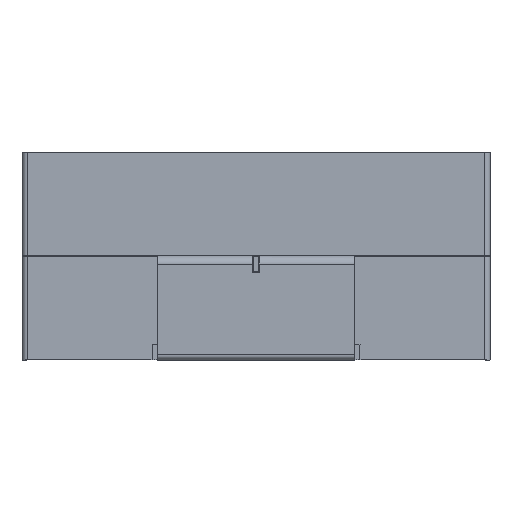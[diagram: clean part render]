
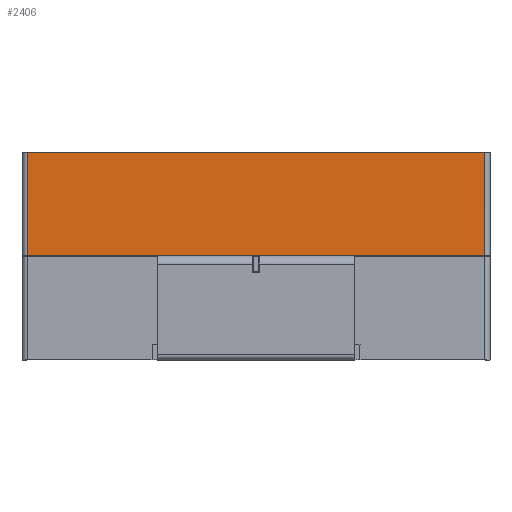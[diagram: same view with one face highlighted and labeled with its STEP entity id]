
A CAD part, front view. The second image highlights one B-rep face of the part: STEP entity #2406.
In plain terms, the highlighted free-form (B-spline) face has degree [1, 1] with [2, 2] control points.
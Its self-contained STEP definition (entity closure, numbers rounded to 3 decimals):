
#2194=CARTESIAN_POINT('',(2.2,-2.25,0.));
#2195=VERTEX_POINT('',#2194);
#2211=CARTESIAN_POINT('',(2.2,-2.25,-1.));
#2212=VERTEX_POINT('',#2211);
#2219=CARTESIAN_POINT('',(2.2,-2.25,0.));
#2220=CARTESIAN_POINT('',(2.2,-2.25,-1.));
#2221=B_SPLINE_CURVE_WITH_KNOTS('',1,(#2219,#2220),.POLYLINE_FORM.,.F.,.U.,(2,2),(0.,0.5),.UNSPECIFIED.);
#2222=EDGE_CURVE('',#2195,#2212,#2221,.T.);
#2362=CARTESIAN_POINT('',(-2.2,-2.25,0.));
#2363=VERTEX_POINT('',#2362);
#2370=CARTESIAN_POINT('',(-2.2,-2.25,-1.));
#2371=VERTEX_POINT('',#2370);
#2372=CARTESIAN_POINT('',(-2.2,-2.25,0.));
#2373=CARTESIAN_POINT('',(-2.2,-2.25,-1.));
#2374=B_SPLINE_CURVE_WITH_KNOTS('',1,(#2372,#2373),.POLYLINE_FORM.,.F.,.U.,(2,2),(0.,0.5),.UNSPECIFIED.);
#2375=EDGE_CURVE('',#2363,#2371,#2374,.T.);
#2387=CARTESIAN_POINT('',(-2.2,-2.25,0.));
#2388=CARTESIAN_POINT('',(-2.2,-2.25,-1.));
#2389=CARTESIAN_POINT('',(2.2,-2.25,0.));
#2390=CARTESIAN_POINT('',(2.2,-2.25,-1.));
#2391=B_SPLINE_SURFACE_WITH_KNOTS('',1,1,((#2387,#2388),(#2389,#2390)),.PLANE_SURF.,.F.,.F.,.U.,(2,2),(2,2),(0.,1.),(0.,0.5),.UNSPECIFIED.);
#2392=CARTESIAN_POINT('',(-2.2,-2.25,0.));
#2393=CARTESIAN_POINT('',(2.2,-2.25,0.));
#2394=B_SPLINE_CURVE_WITH_KNOTS('',1,(#2392,#2393),.POLYLINE_FORM.,.F.,.U.,(2,2),(0.,1.),.UNSPECIFIED.);
#2395=EDGE_CURVE('',#2363,#2195,#2394,.T.);
#2396=ORIENTED_EDGE('',*,*,#2395,.T.);
#2397=ORIENTED_EDGE('',*,*,#2222,.T.);
#2398=CARTESIAN_POINT('',(2.2,-2.25,-1.));
#2399=CARTESIAN_POINT('',(-2.2,-2.25,-1.));
#2400=B_SPLINE_CURVE_WITH_KNOTS('',1,(#2398,#2399),.POLYLINE_FORM.,.F.,.U.,(2,2),(0.292,0.708),.UNSPECIFIED.);
#2401=EDGE_CURVE('',#2212,#2371,#2400,.T.);
#2402=ORIENTED_EDGE('',*,*,#2401,.T.);
#2403=ORIENTED_EDGE('',*,*,#2375,.F.);
#2404=EDGE_LOOP('',(#2396,#2397,#2402,#2403));
#2405=FACE_OUTER_BOUND('',#2404,.F.);
#2406=ADVANCED_FACE('',(#2405),#2391,.F.);
